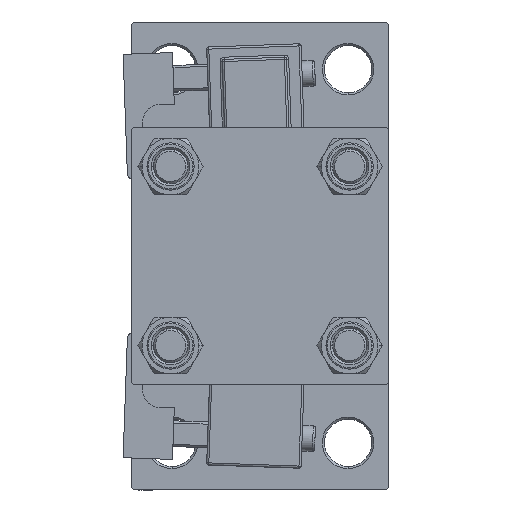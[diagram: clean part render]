
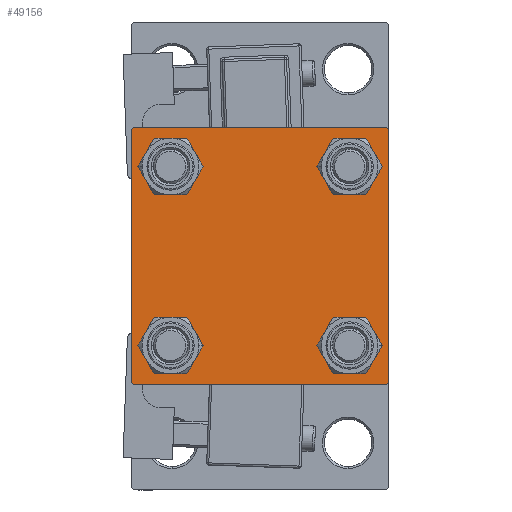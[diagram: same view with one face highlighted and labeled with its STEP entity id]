
A CAD part, left-side view. The second image highlights one B-rep face of the part: STEP entity #49156.
In plain terms, the highlighted planar face has unit normal (-1, 0, 0).
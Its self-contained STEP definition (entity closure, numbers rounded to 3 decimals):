
#707 = DIRECTION ( 'NONE',  ( 1., 0., 0. ) ) ;
#769 = ORIENTED_EDGE ( 'NONE', *, *, #49227, .T. ) ;
#1193 = LINE ( 'NONE', #43439, #15794 ) ;
#1600 = DIRECTION ( 'NONE',  ( 0., -0.707, -0.707 ) ) ;
#1835 = VERTEX_POINT ( 'NONE', #5587 ) ;
#2336 = DIRECTION ( 'NONE',  ( -1., 0., 0. ) ) ;
#2609 = CARTESIAN_POINT ( 'NONE',  ( 0., -30., -29.5 ) ) ;
#3002 = DIRECTION ( 'NONE',  ( 0., 0., 1. ) ) ;
#4526 = CIRCLE ( 'NONE', #18988, 4.5 ) ;
#4589 = CARTESIAN_POINT ( 'NONE',  ( 0., -20.85, -20.85 ) ) ;
#4846 = ORIENTED_EDGE ( 'NONE', *, *, #18123, .T. ) ;
#5219 = CARTESIAN_POINT ( 'NONE',  ( 0., 20.85, 20.85 ) ) ;
#5321 = LINE ( 'NONE', #36244, #29735 ) ;
#5437 = FACE_BOUND ( 'NONE', #43852, .T. ) ;
#5587 = CARTESIAN_POINT ( 'NONE',  ( 0., 30., 29.5 ) ) ;
#5794 = EDGE_CURVE ( 'NONE', #27380, #18515, #29545, .T. ) ;
#5836 = DIRECTION ( 'NONE',  ( 0., 0., -1. ) ) ;
#6120 = CARTESIAN_POINT ( 'NONE',  ( 0., 20.85, -20.85 ) ) ;
#6607 = DIRECTION ( 'NONE',  ( 0., 0., 1. ) ) ;
#6616 = DIRECTION ( 'NONE',  ( 1., 0., 0. ) ) ;
#7125 = CARTESIAN_POINT ( 'NONE',  ( 0., 29.5, 30. ) ) ;
#7297 = VECTOR ( 'NONE', #44145, 1000. ) ;
#7892 = ORIENTED_EDGE ( 'NONE', *, *, #15554, .T. ) ;
#8250 = EDGE_CURVE ( 'NONE', #24062, #44656, #24080, .T. ) ;
#8612 = DIRECTION ( 'NONE',  ( 0., 0., 1. ) ) ;
#9608 = LINE ( 'NONE', #40276, #32665 ) ;
#9629 = CARTESIAN_POINT ( 'NONE',  ( 0., 20.85, -16.35 ) ) ;
#9636 = CARTESIAN_POINT ( 'NONE',  ( 0., -29.75, -29.75 ) ) ;
#10332 = EDGE_LOOP ( 'NONE', ( #11656, #39837 ) ) ;
#10379 = FACE_BOUND ( 'NONE', #37432, .T. ) ;
#10669 = ORIENTED_EDGE ( 'NONE', *, *, #8250, .T. ) ;
#11656 = ORIENTED_EDGE ( 'NONE', *, *, #40653, .T. ) ;
#11973 = CIRCLE ( 'NONE', #24807, 4.5 ) ;
#12271 = DIRECTION ( 'NONE',  ( 0., 0., 1. ) ) ;
#12613 = DIRECTION ( 'NONE',  ( 0., -1., 0. ) ) ;
#12969 = PLANE ( 'NONE',  #40945 ) ;
#13655 = DIRECTION ( 'NONE',  ( 1., 0., 0. ) ) ;
#14410 = DIRECTION ( 'NONE',  ( 0., 0., 1. ) ) ;
#14902 = CARTESIAN_POINT ( 'NONE',  ( 0., -29.5, -30. ) ) ;
#15038 = CARTESIAN_POINT ( 'NONE',  ( 0., -29.5, 30. ) ) ;
#15554 = EDGE_CURVE ( 'NONE', #44656, #24062, #22676, .T. ) ;
#15794 = VECTOR ( 'NONE', #35169, 1000. ) ;
#15980 = CARTESIAN_POINT ( 'NONE',  ( 0., -20.85, -20.85 ) ) ;
#16248 = ORIENTED_EDGE ( 'NONE', *, *, #33513, .T. ) ;
#16513 = AXIS2_PLACEMENT_3D ( 'NONE', #45052, #13655, #6607 ) ;
#17190 = ORIENTED_EDGE ( 'NONE', *, *, #19383, .T. ) ;
#17920 = LINE ( 'NONE', #9636, #46074 ) ;
#18123 = EDGE_CURVE ( 'NONE', #43368, #25631, #35801, .T. ) ;
#18417 = DIRECTION ( 'NONE',  ( 0., 0., 1. ) ) ;
#18515 = VERTEX_POINT ( 'NONE', #41475 ) ;
#18988 = AXIS2_PLACEMENT_3D ( 'NONE', #21853, #29427, #3002 ) ;
#19006 = DIRECTION ( 'NONE',  ( 0., 0., 1. ) ) ;
#19254 = ORIENTED_EDGE ( 'NONE', *, *, #22389, .T. ) ;
#19383 = EDGE_CURVE ( 'NONE', #29905, #34383, #41200, .T. ) ;
#19499 = VERTEX_POINT ( 'NONE', #14902 ) ;
#19547 = EDGE_CURVE ( 'NONE', #25631, #19499, #31726, .T. ) ;
#19689 = VERTEX_POINT ( 'NONE', #15038 ) ;
#19927 = DIRECTION ( 'NONE',  ( 1., 0., 0. ) ) ;
#20503 = FACE_OUTER_BOUND ( 'NONE', #36835, .T. ) ;
#20527 = CARTESIAN_POINT ( 'NONE',  ( 0., 29.75, 29.75 ) ) ;
#20532 = VERTEX_POINT ( 'NONE', #7125 ) ;
#21020 = LINE ( 'NONE', #20527, #7297 ) ;
#21049 = VERTEX_POINT ( 'NONE', #35081 ) ;
#21663 = AXIS2_PLACEMENT_3D ( 'NONE', #4589, #19927, #8612 ) ;
#21853 = CARTESIAN_POINT ( 'NONE',  ( 0., -20.85, 20.85 ) ) ;
#22210 = CARTESIAN_POINT ( 'NONE',  ( 0., -20.85, 20.85 ) ) ;
#22389 = EDGE_CURVE ( 'NONE', #19499, #32819, #17920, .T. ) ;
#22676 = CIRCLE ( 'NONE', #31538, 4.5 ) ;
#24062 = VERTEX_POINT ( 'NONE', #42469 ) ;
#24080 = CIRCLE ( 'NONE', #21663, 4.5 ) ;
#24491 = CARTESIAN_POINT ( 'NONE',  ( 0., -20.85, 16.35 ) ) ;
#24807 = AXIS2_PLACEMENT_3D ( 'NONE', #45601, #44854, #41327 ) ;
#25318 = CARTESIAN_POINT ( 'NONE',  ( 0., 20.85, -25.35 ) ) ;
#25516 = AXIS2_PLACEMENT_3D ( 'NONE', #5219, #707, #12271 ) ;
#25631 = VERTEX_POINT ( 'NONE', #38089 ) ;
#27234 = VERTEX_POINT ( 'NONE', #35344 ) ;
#27380 = VERTEX_POINT ( 'NONE', #24491 ) ;
#27549 = ORIENTED_EDGE ( 'NONE', *, *, #49676, .T. ) ;
#27693 = EDGE_CURVE ( 'NONE', #45654, #32819, #9608, .T. ) ;
#28342 = EDGE_CURVE ( 'NONE', #20532, #19689, #1193, .T. ) ;
#29242 = CARTESIAN_POINT ( 'NONE',  ( 0., 0., 0. ) ) ;
#29427 = DIRECTION ( 'NONE',  ( 1., 0., 0. ) ) ;
#29545 = CIRCLE ( 'NONE', #42369, 4.5 ) ;
#29735 = VECTOR ( 'NONE', #48297, 1000. ) ;
#29905 = VERTEX_POINT ( 'NONE', #9629 ) ;
#31538 = AXIS2_PLACEMENT_3D ( 'NONE', #15980, #45390, #19006 ) ;
#31726 = LINE ( 'NONE', #39017, #45177 ) ;
#32665 = VECTOR ( 'NONE', #5836, 1000. ) ;
#32819 = VERTEX_POINT ( 'NONE', #2609 ) ;
#32988 = VECTOR ( 'NONE', #48586, 1000. ) ;
#33261 = LINE ( 'NONE', #33514, #32988 ) ;
#33513 = EDGE_CURVE ( 'NONE', #34383, #29905, #11973, .T. ) ;
#33514 = CARTESIAN_POINT ( 'NONE',  ( 0., 30., 30. ) ) ;
#33806 = DIRECTION ( 'NONE',  ( 0., 0., 1. ) ) ;
#34093 = FACE_BOUND ( 'NONE', #10332, .T. ) ;
#34383 = VERTEX_POINT ( 'NONE', #25318 ) ;
#35081 = CARTESIAN_POINT ( 'NONE',  ( 0., 20.85, 25.35 ) ) ;
#35169 = DIRECTION ( 'NONE',  ( 0., -1., 0. ) ) ;
#35344 = CARTESIAN_POINT ( 'NONE',  ( 0., 20.85, 16.35 ) ) ;
#35587 = ORIENTED_EDGE ( 'NONE', *, *, #43717, .T. ) ;
#35750 = EDGE_CURVE ( 'NONE', #27234, #21049, #45391, .T. ) ;
#35801 = LINE ( 'NONE', #47850, #36330 ) ;
#35959 = ORIENTED_EDGE ( 'NONE', *, *, #35750, .T. ) ;
#36244 = CARTESIAN_POINT ( 'NONE',  ( 0., -29.75, 29.75 ) ) ;
#36330 = VECTOR ( 'NONE', #1600, 1000. ) ;
#36835 = EDGE_LOOP ( 'NONE', ( #769, #4846, #45664, #19254, #44286, #37977, #48400, #27549 ) ) ;
#37432 = EDGE_LOOP ( 'NONE', ( #17190, #16248 ) ) ;
#37571 = DIRECTION ( 'NONE',  ( 1., 0., 0. ) ) ;
#37977 = ORIENTED_EDGE ( 'NONE', *, *, #48765, .T. ) ;
#38089 = CARTESIAN_POINT ( 'NONE',  ( 0., 29.5, -30. ) ) ;
#39017 = CARTESIAN_POINT ( 'NONE',  ( 0., 30., -30. ) ) ;
#39837 = ORIENTED_EDGE ( 'NONE', *, *, #5794, .T. ) ;
#39865 = FACE_BOUND ( 'NONE', #45963, .T. ) ;
#40276 = CARTESIAN_POINT ( 'NONE',  ( 0., -30., 30. ) ) ;
#40365 = CARTESIAN_POINT ( 'NONE',  ( 0., -30., 29.5 ) ) ;
#40653 = EDGE_CURVE ( 'NONE', #18515, #27380, #4526, .T. ) ;
#40945 = AXIS2_PLACEMENT_3D ( 'NONE', #29242, #2336, #18417 ) ;
#41200 = CIRCLE ( 'NONE', #46012, 4.5 ) ;
#41280 = CARTESIAN_POINT ( 'NONE',  ( 0., -20.85, -25.35 ) ) ;
#41327 = DIRECTION ( 'NONE',  ( 0., 0., 1. ) ) ;
#41475 = CARTESIAN_POINT ( 'NONE',  ( 0., -20.85, 25.35 ) ) ;
#42369 = AXIS2_PLACEMENT_3D ( 'NONE', #22210, #37571, #33806 ) ;
#42469 = CARTESIAN_POINT ( 'NONE',  ( 0., -20.85, -16.35 ) ) ;
#43254 = CARTESIAN_POINT ( 'NONE',  ( 0., 30., -29.5 ) ) ;
#43368 = VERTEX_POINT ( 'NONE', #43254 ) ;
#43439 = CARTESIAN_POINT ( 'NONE',  ( 0., 30., 30. ) ) ;
#43717 = EDGE_CURVE ( 'NONE', #21049, #27234, #47201, .T. ) ;
#43852 = EDGE_LOOP ( 'NONE', ( #35587, #35959 ) ) ;
#44145 = DIRECTION ( 'NONE',  ( 0., 0.707, -0.707 ) ) ;
#44286 = ORIENTED_EDGE ( 'NONE', *, *, #27693, .F. ) ;
#44656 = VERTEX_POINT ( 'NONE', #41280 ) ;
#44854 = DIRECTION ( 'NONE',  ( 1., 0., 0. ) ) ;
#45052 = CARTESIAN_POINT ( 'NONE',  ( 0., 20.85, 20.85 ) ) ;
#45177 = VECTOR ( 'NONE', #12613, 1000. ) ;
#45390 = DIRECTION ( 'NONE',  ( 1., 0., 0. ) ) ;
#45391 = CIRCLE ( 'NONE', #16513, 4.5 ) ;
#45601 = CARTESIAN_POINT ( 'NONE',  ( 0., 20.85, -20.85 ) ) ;
#45654 = VERTEX_POINT ( 'NONE', #40365 ) ;
#45664 = ORIENTED_EDGE ( 'NONE', *, *, #19547, .T. ) ;
#45963 = EDGE_LOOP ( 'NONE', ( #10669, #7892 ) ) ;
#46012 = AXIS2_PLACEMENT_3D ( 'NONE', #6120, #6616, #14410 ) ;
#46074 = VECTOR ( 'NONE', #48593, 1000. ) ;
#47201 = CIRCLE ( 'NONE', #25516, 4.5 ) ;
#47850 = CARTESIAN_POINT ( 'NONE',  ( 0., 29.75, -29.75 ) ) ;
#48297 = DIRECTION ( 'NONE',  ( 0., 0.707, 0.707 ) ) ;
#48400 = ORIENTED_EDGE ( 'NONE', *, *, #28342, .F. ) ;
#48586 = DIRECTION ( 'NONE',  ( 0., 0., -1. ) ) ;
#48593 = DIRECTION ( 'NONE',  ( 0., -0.707, 0.707 ) ) ;
#48765 = EDGE_CURVE ( 'NONE', #45654, #19689, #5321, .T. ) ;
#49156 = ADVANCED_FACE ( 'NONE', ( #34093, #39865, #10379, #5437, #20503 ), #12969, .T. ) ;
#49227 = EDGE_CURVE ( 'NONE', #1835, #43368, #33261, .T. ) ;
#49676 = EDGE_CURVE ( 'NONE', #20532, #1835, #21020, .T. ) ;
